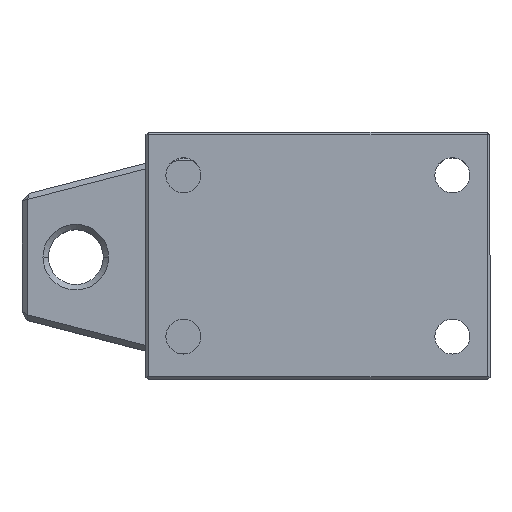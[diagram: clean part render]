
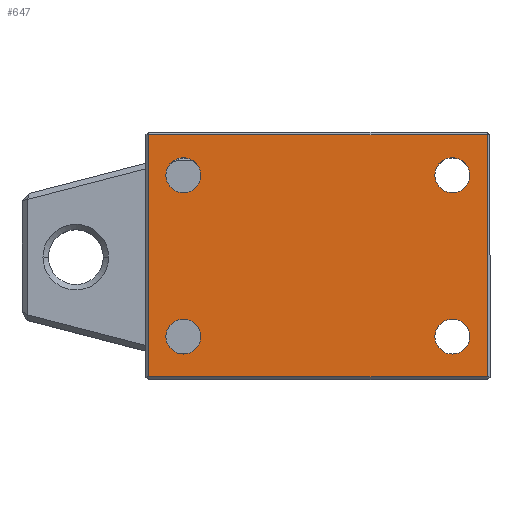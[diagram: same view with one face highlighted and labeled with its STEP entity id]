
A CAD part, top view. The second image highlights one B-rep face of the part: STEP entity #647.
In plain terms, the highlighted planar face has unit normal (0, 0, 1).
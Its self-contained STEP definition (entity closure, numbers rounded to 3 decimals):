
#45 = DIRECTION ( 'NONE',  ( 1., 0., 0. ) ) ;
#107 = ORIENTED_EDGE ( 'NONE', *, *, #8962, .F. ) ;
#138 = ORIENTED_EDGE ( 'NONE', *, *, #9438, .F. ) ;
#162 = VERTEX_POINT ( 'NONE', #1863 ) ;
#207 = EDGE_CURVE ( 'NONE', #1938, #1028, #3745, .T. ) ;
#229 = VECTOR ( 'NONE', #7899, 1000. ) ;
#294 = CIRCLE ( 'NONE', #7194, 3.25 ) ;
#371 = CIRCLE ( 'NONE', #5865, 3.25 ) ;
#526 = ORIENTED_EDGE ( 'NONE', *, *, #8983, .T. ) ;
#528 = ORIENTED_EDGE ( 'NONE', *, *, #4672, .F. ) ;
#589 = CARTESIAN_POINT ( 'NONE',  ( 21.75, -15., 18. ) ) ;
#647 = ADVANCED_FACE ( 'NONE', ( #8160, #689, #11045, #8758, #5586 ), #3706, .T. ) ;
#663 = EDGE_CURVE ( 'NONE', #3857, #6142, #371, .T. ) ;
#687 = VECTOR ( 'NONE', #3727, 1000. ) ;
#689 = FACE_BOUND ( 'NONE', #5465, .T. ) ;
#728 = LINE ( 'NONE', #9164, #3332 ) ;
#745 = EDGE_LOOP ( 'NONE', ( #107, #8595 ) ) ;
#958 = CARTESIAN_POINT ( 'NONE',  ( 25., 15., 18. ) ) ;
#1028 = VERTEX_POINT ( 'NONE', #5236 ) ;
#1067 = CARTESIAN_POINT ( 'NONE',  ( -31.5, 22.5, 18. ) ) ;
#1274 = LINE ( 'NONE', #8590, #687 ) ;
#1379 = CARTESIAN_POINT ( 'NONE',  ( -28.25, -15., 18. ) ) ;
#1413 = DIRECTION ( 'NONE',  ( 0., 0., 1. ) ) ;
#1661 = ORIENTED_EDGE ( 'NONE', *, *, #207, .F. ) ;
#1805 = ORIENTED_EDGE ( 'NONE', *, *, #663, .F. ) ;
#1863 = CARTESIAN_POINT ( 'NONE',  ( 31.5, 22.5, 18. ) ) ;
#1938 = VERTEX_POINT ( 'NONE', #8256 ) ;
#1942 = EDGE_LOOP ( 'NONE', ( #5637, #8317, #11011, #526 ) ) ;
#1949 = DIRECTION ( 'NONE',  ( 1., 0., 0. ) ) ;
#2063 = EDGE_CURVE ( 'NONE', #162, #5828, #8034, .T. ) ;
#2233 = ORIENTED_EDGE ( 'NONE', *, *, #6856, .F. ) ;
#2454 = CIRCLE ( 'NONE', #11133, 3.25 ) ;
#2863 = AXIS2_PLACEMENT_3D ( 'NONE', #7270, #1413, #8253 ) ;
#2909 = CARTESIAN_POINT ( 'NONE',  ( -25., 15., 18. ) ) ;
#2968 = CARTESIAN_POINT ( 'NONE',  ( 25., -15., 18. ) ) ;
#2977 = CARTESIAN_POINT ( 'NONE',  ( -31.5, -22.5, 18. ) ) ;
#3001 = CARTESIAN_POINT ( 'NONE',  ( 28.25, -15., 18. ) ) ;
#3165 = DIRECTION ( 'NONE',  ( -1., 0., 0. ) ) ;
#3233 = AXIS2_PLACEMENT_3D ( 'NONE', #2968, #9791, #3941 ) ;
#3332 = VECTOR ( 'NONE', #7213, 1000. ) ;
#3388 = CIRCLE ( 'NONE', #2863, 3.25 ) ;
#3581 = ORIENTED_EDGE ( 'NONE', *, *, #8951, .F. ) ;
#3706 = PLANE ( 'NONE',  #5248 ) ;
#3727 = DIRECTION ( 'NONE',  ( 0., -1., 0. ) ) ;
#3745 = CIRCLE ( 'NONE', #5061, 3.25 ) ;
#3857 = VERTEX_POINT ( 'NONE', #3001 ) ;
#3872 = AXIS2_PLACEMENT_3D ( 'NONE', #11731, #5888, #45 ) ;
#3874 = DIRECTION ( 'NONE',  ( 1., 0., 0. ) ) ;
#3903 = CARTESIAN_POINT ( 'NONE',  ( -25., -15., 18. ) ) ;
#3941 = DIRECTION ( 'NONE',  ( 1., 0., 0. ) ) ;
#4052 = VERTEX_POINT ( 'NONE', #10554 ) ;
#4672 = EDGE_CURVE ( 'NONE', #4052, #9802, #3388, .T. ) ;
#4690 = DIRECTION ( 'NONE',  ( 0., 0., 1. ) ) ;
#4729 = DIRECTION ( 'NONE',  ( 0., 0., 1. ) ) ;
#4775 = DIRECTION ( 'NONE',  ( 0., 0., 1. ) ) ;
#4900 = DIRECTION ( 'NONE',  ( 1., 0., 0. ) ) ;
#5061 = AXIS2_PLACEMENT_3D ( 'NONE', #11577, #4775, #10599 ) ;
#5097 = EDGE_CURVE ( 'NONE', #7889, #10386, #294, .T. ) ;
#5236 = CARTESIAN_POINT ( 'NONE',  ( -21.75, 15., 18. ) ) ;
#5248 = AXIS2_PLACEMENT_3D ( 'NONE', #10476, #4690, #11491 ) ;
#5465 = EDGE_LOOP ( 'NONE', ( #1805, #3581 ) ) ;
#5586 = FACE_OUTER_BOUND ( 'NONE', #1942, .T. ) ;
#5637 = ORIENTED_EDGE ( 'NONE', *, *, #8410, .T. ) ;
#5828 = VERTEX_POINT ( 'NONE', #1067 ) ;
#5865 = AXIS2_PLACEMENT_3D ( 'NONE', #10552, #4729, #11526 ) ;
#5888 = DIRECTION ( 'NONE',  ( 0., 0., 1. ) ) ;
#6142 = VERTEX_POINT ( 'NONE', #589 ) ;
#6415 = AXIS2_PLACEMENT_3D ( 'NONE', #958, #7796, #1949 ) ;
#6856 = EDGE_CURVE ( 'NONE', #1028, #1938, #2454, .T. ) ;
#6910 = CARTESIAN_POINT ( 'NONE',  ( 32., -22.5, 18. ) ) ;
#6939 = CIRCLE ( 'NONE', #3233, 3.25 ) ;
#6975 = EDGE_LOOP ( 'NONE', ( #2233, #1661 ) ) ;
#7024 = CARTESIAN_POINT ( 'NONE',  ( -32., 22.5, 18. ) ) ;
#7194 = AXIS2_PLACEMENT_3D ( 'NONE', #3903, #10718, #4900 ) ;
#7213 = DIRECTION ( 'NONE',  ( 0., 1., 0. ) ) ;
#7270 = CARTESIAN_POINT ( 'NONE',  ( 25., 15., 18. ) ) ;
#7407 = EDGE_LOOP ( 'NONE', ( #528, #138 ) ) ;
#7796 = DIRECTION ( 'NONE',  ( 0., 0., 1. ) ) ;
#7889 = VERTEX_POINT ( 'NONE', #1379 ) ;
#7899 = DIRECTION ( 'NONE',  ( 1., 0., 0. ) ) ;
#7962 = VERTEX_POINT ( 'NONE', #8398 ) ;
#8022 = LINE ( 'NONE', #6910, #229 ) ;
#8034 = LINE ( 'NONE', #7024, #10350 ) ;
#8160 = FACE_BOUND ( 'NONE', #745, .T. ) ;
#8253 = DIRECTION ( 'NONE',  ( 1., 0., 0. ) ) ;
#8256 = CARTESIAN_POINT ( 'NONE',  ( -28.25, 15., 18. ) ) ;
#8317 = ORIENTED_EDGE ( 'NONE', *, *, #2063, .T. ) ;
#8366 = CIRCLE ( 'NONE', #3872, 3.25 ) ;
#8398 = CARTESIAN_POINT ( 'NONE',  ( 31.5, -22.5, 18. ) ) ;
#8410 = EDGE_CURVE ( 'NONE', #7962, #162, #728, .T. ) ;
#8590 = CARTESIAN_POINT ( 'NONE',  ( -31.5, -23., 18. ) ) ;
#8595 = ORIENTED_EDGE ( 'NONE', *, *, #5097, .F. ) ;
#8758 = FACE_BOUND ( 'NONE', #6975, .T. ) ;
#8951 = EDGE_CURVE ( 'NONE', #6142, #3857, #6939, .T. ) ;
#8962 = EDGE_CURVE ( 'NONE', #10386, #7889, #8366, .T. ) ;
#8983 = EDGE_CURVE ( 'NONE', #9525, #7962, #8022, .T. ) ;
#9164 = CARTESIAN_POINT ( 'NONE',  ( 31.5, 23., 18. ) ) ;
#9438 = EDGE_CURVE ( 'NONE', #9802, #4052, #11518, .T. ) ;
#9525 = VERTEX_POINT ( 'NONE', #2977 ) ;
#9729 = DIRECTION ( 'NONE',  ( 0., 0., 1. ) ) ;
#9791 = DIRECTION ( 'NONE',  ( 0., 0., 1. ) ) ;
#9802 = VERTEX_POINT ( 'NONE', #12149 ) ;
#10350 = VECTOR ( 'NONE', #3165, 1000. ) ;
#10386 = VERTEX_POINT ( 'NONE', #11183 ) ;
#10476 = CARTESIAN_POINT ( 'NONE',  ( 0., 0., 18. ) ) ;
#10552 = CARTESIAN_POINT ( 'NONE',  ( 25., -15., 18. ) ) ;
#10554 = CARTESIAN_POINT ( 'NONE',  ( 28.25, 15., 18. ) ) ;
#10599 = DIRECTION ( 'NONE',  ( 1., 0., 0. ) ) ;
#10691 = EDGE_CURVE ( 'NONE', #5828, #9525, #1274, .T. ) ;
#10718 = DIRECTION ( 'NONE',  ( 0., 0., 1. ) ) ;
#11011 = ORIENTED_EDGE ( 'NONE', *, *, #10691, .T. ) ;
#11045 = FACE_BOUND ( 'NONE', #7407, .T. ) ;
#11133 = AXIS2_PLACEMENT_3D ( 'NONE', #2909, #9729, #3874 ) ;
#11183 = CARTESIAN_POINT ( 'NONE',  ( -21.75, -15., 18. ) ) ;
#11491 = DIRECTION ( 'NONE',  ( 1., 0., 0. ) ) ;
#11518 = CIRCLE ( 'NONE', #6415, 3.25 ) ;
#11526 = DIRECTION ( 'NONE',  ( 1., 0., 0. ) ) ;
#11577 = CARTESIAN_POINT ( 'NONE',  ( -25., 15., 18. ) ) ;
#11731 = CARTESIAN_POINT ( 'NONE',  ( -25., -15., 18. ) ) ;
#12149 = CARTESIAN_POINT ( 'NONE',  ( 21.75, 15., 18. ) ) ;
